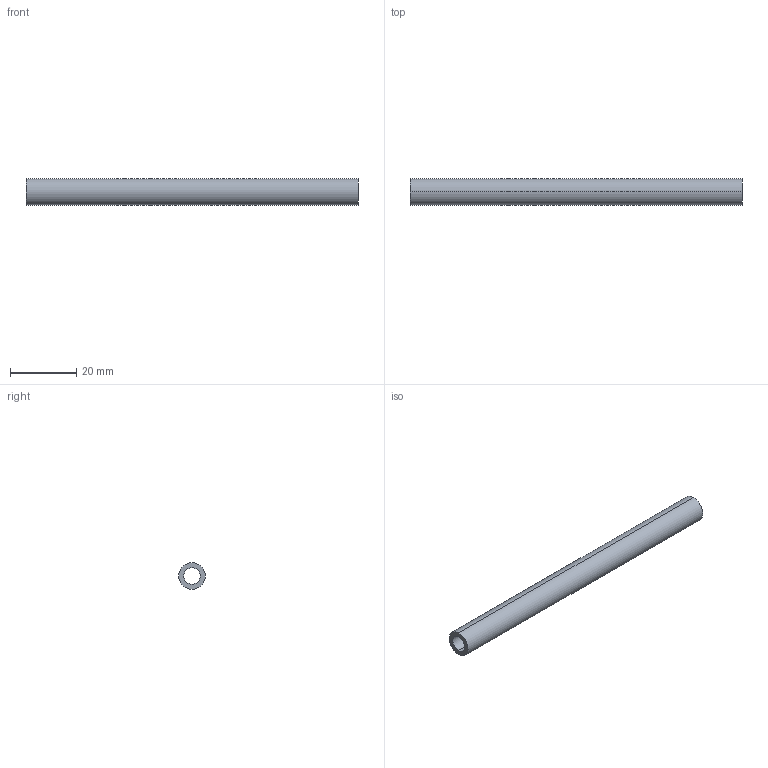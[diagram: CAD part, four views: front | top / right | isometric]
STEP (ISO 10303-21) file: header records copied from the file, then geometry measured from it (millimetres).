
FILE_DESCRIPTION (( 'STEP AP214' ), '1' );
FILE_NAME ('TU0805C-500.step.step', '2018-06-27T14:52:58', ( '' ), ( '' ), 'SwSTEP 2.0', 'SolidWorks 2018', '' );
FILE_SCHEMA (( 'AUTOMOTIVE_DESIGN' ));
Length unit declared in the file: millimetre
Products named in the file (2): TU0805C-500.step_TU3076 Tube_0805C; TU0805C-500.step
Assembly tree (1 placements, depth 2):
  TU0805C-500.step
    TU0805C-500.step_TU3076 Tube_0805C
Bounding box: 100 x 8 x 8 mm (x, y, z)
Volume: 3063.1 mm3; surface area: 4145.3 mm2
Topology: 1 solids, 1 shells, 6 faces, 12 edges, 8 vertices
Faces by surface type: cylinder 4, plane 2
Entity records: 300 total; most frequent: DIRECTION 40, CARTESIAN_POINT 30, ORIENTED_EDGE 24, AXIS2_PLACEMENT_3D 18, EDGE_CURVE 12, UNCERTAINTY_MEASURE_WITH_UNIT 10, MECHANICAL_DESIGN_GEOMETRIC_PRESENTATION_REPRESENTATION 8, EDGE_LOOP 8
